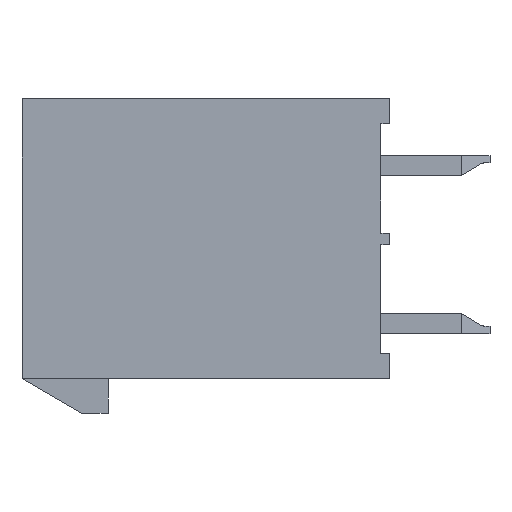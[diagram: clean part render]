
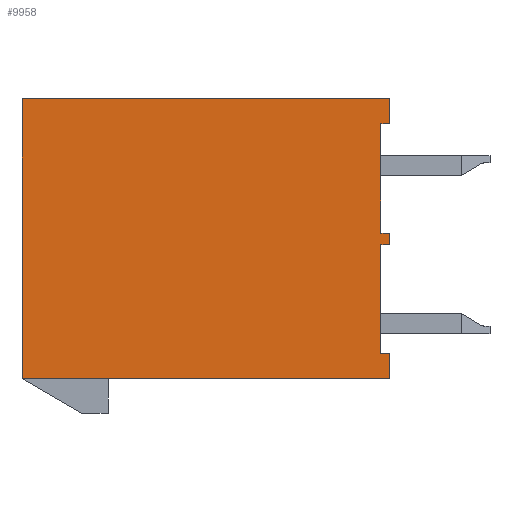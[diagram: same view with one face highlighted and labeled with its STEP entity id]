
A CAD part, left-side view. The second image highlights one B-rep face of the part: STEP entity #9958.
In plain terms, the highlighted planar face has unit normal (-1, 0, 0).
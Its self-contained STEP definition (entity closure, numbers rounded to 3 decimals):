
#401=DIRECTION('',(0.,-1.,0.));
#402=VECTOR('',#401,12.8);
#403=CARTESIAN_POINT('',(-15.3,12.8,9.75));
#404=LINE('5306',#403,#402);
#935=DIRECTION('',(0.,-1.,0.));
#936=VECTOR('',#935,12.8);
#937=CARTESIAN_POINT('',(-15.3,12.8,0.));
#938=LINE('5307',#937,#936);
#939=DIRECTION('',(0.,0.,1.));
#940=VECTOR('',#939,9.75);
#941=CARTESIAN_POINT('',(-15.3,12.8,0.));
#942=LINE('5308',#941,#940);
#943=DIRECTION('',(0.,0.,1.));
#944=VECTOR('',#943,3.8);
#945=CARTESIAN_POINT('',(-15.3,0.3,5.075));
#946=LINE('5229',#945,#944);
#947=DIRECTION('',(0.,1.,0.));
#948=VECTOR('',#947,0.3);
#949=CARTESIAN_POINT('',(-15.3,0.,5.075));
#950=LINE('5226',#949,#948);
#951=DIRECTION('',(0.,0.,1.));
#952=VECTOR('',#951,0.4);
#953=CARTESIAN_POINT('',(-15.3,0.,4.675));
#954=LINE('5246',#953,#952);
#955=DIRECTION('',(0.,-1.,0.));
#956=VECTOR('',#955,0.3);
#957=CARTESIAN_POINT('',(-15.3,0.3,4.675));
#958=LINE('5245',#957,#956);
#959=DIRECTION('',(0.,1.,0.));
#960=VECTOR('',#959,0.3);
#961=CARTESIAN_POINT('',(-15.3,0.,0.875));
#962=LINE('5248',#961,#960);
#963=DIRECTION('',(0.,0.,1.));
#964=VECTOR('',#963,0.875);
#965=CARTESIAN_POINT('',(-15.3,0.,0.));
#966=LINE('5311',#965,#964);
#987=DIRECTION('',(0.,0.,-1.));
#988=VECTOR('',#987,3.8);
#989=CARTESIAN_POINT('',(-15.3,0.3,4.675));
#990=LINE('5247',#989,#988);
#2031=DIRECTION('',(0.,0.,1.));
#2032=VECTOR('',#2031,0.875);
#2033=CARTESIAN_POINT('',(-15.3,0.,8.875));
#2034=LINE('5309',#2033,#2032);
#2063=DIRECTION('',(0.,1.,0.));
#2064=VECTOR('',#2063,0.3);
#2065=CARTESIAN_POINT('',(-15.3,0.,8.875));
#2066=LINE('5232',#2065,#2064);
#8069=CARTESIAN_POINT('',(-15.3,0.,5.075));
#8070=CARTESIAN_POINT('',(-15.3,0.3,5.075));
#8071=VERTEX_POINT('',#8069);
#8072=VERTEX_POINT('',#8070);
#8077=CARTESIAN_POINT('',(-15.3,0.3,8.875));
#8078=VERTEX_POINT('',#8077);
#8081=CARTESIAN_POINT('',(-15.3,0.,8.875));
#8082=VERTEX_POINT('',#8081);
#8107=CARTESIAN_POINT('',(-15.3,0.3,4.675));
#8108=VERTEX_POINT('',#8107);
#8109=CARTESIAN_POINT('',(-15.3,0.,4.675));
#8110=VERTEX_POINT('',#8109);
#8111=CARTESIAN_POINT('',(-15.3,0.3,0.875));
#8112=VERTEX_POINT('',#8111);
#8113=CARTESIAN_POINT('',(-15.3,0.,0.875));
#8114=VERTEX_POINT('',#8113);
#8177=CARTESIAN_POINT('',(-15.3,12.8,9.75));
#8178=CARTESIAN_POINT('',(-15.3,0.,9.75));
#8179=VERTEX_POINT('',#8177);
#8180=VERTEX_POINT('',#8178);
#8181=CARTESIAN_POINT('',(-15.3,12.8,0.));
#8182=CARTESIAN_POINT('',(-15.3,0.,0.));
#8183=VERTEX_POINT('',#8181);
#8184=VERTEX_POINT('',#8182);
#9933=CARTESIAN_POINT('',(-15.3,6.4,4.875));
#9934=DIRECTION('',(-1.,0.,0.));
#9935=DIRECTION('',(0.,0.,1.));
#9936=AXIS2_PLACEMENT_3D('',#9933,#9934,#9935);
#9937=PLANE('3902',#9936);
#9939=ORIENTED_EDGE('5311',*,*,#9938,.F.);
#9940=ORIENTED_EDGE('5307',*,*,#8775,.F.);
#9941=ORIENTED_EDGE('5308',*,*,#9175,.T.);
#9942=ORIENTED_EDGE('5306',*,*,#9157,.T.);
#9944=ORIENTED_EDGE('5309',*,*,#9943,.F.);
#9946=ORIENTED_EDGE('5232',*,*,#9945,.T.);
#9948=ORIENTED_EDGE('5229',*,*,#9947,.F.);
#9949=ORIENTED_EDGE('5226',*,*,#8985,.F.);
#9950=ORIENTED_EDGE('5246',*,*,#8962,.F.);
#9951=ORIENTED_EDGE('5245',*,*,#8947,.F.);
#9953=ORIENTED_EDGE('5247',*,*,#9952,.T.);
#9955=ORIENTED_EDGE('5248',*,*,#9954,.F.);
#9956=EDGE_LOOP('3902',(#9939,#9940,#9941,#9942,#9944,#9946,#9948,#9949,#9950,
#9951,#9953,#9955));
#9957=FACE_OUTER_BOUND('3902',#9956,.F.);
#9958=ADVANCED_FACE('3902',(#9957),#9937,.T.);
#8775=EDGE_CURVE('5307',#8183,#8184,#938,.T.);
#8947=EDGE_CURVE('5245',#8108,#8110,#958,.T.);
#8962=EDGE_CURVE('5246',#8110,#8071,#954,.T.);
#8985=EDGE_CURVE('5226',#8071,#8072,#950,.T.);
#9157=EDGE_CURVE('5306',#8179,#8180,#404,.T.);
#9175=EDGE_CURVE('5308',#8183,#8179,#942,.T.);
#9938=EDGE_CURVE('5311',#8184,#8114,#966,.T.);
#9943=EDGE_CURVE('5309',#8082,#8180,#2034,.T.);
#9945=EDGE_CURVE('5232',#8082,#8078,#2066,.T.);
#9947=EDGE_CURVE('5229',#8072,#8078,#946,.T.);
#9952=EDGE_CURVE('5247',#8108,#8112,#990,.T.);
#9954=EDGE_CURVE('5248',#8114,#8112,#962,.T.);
